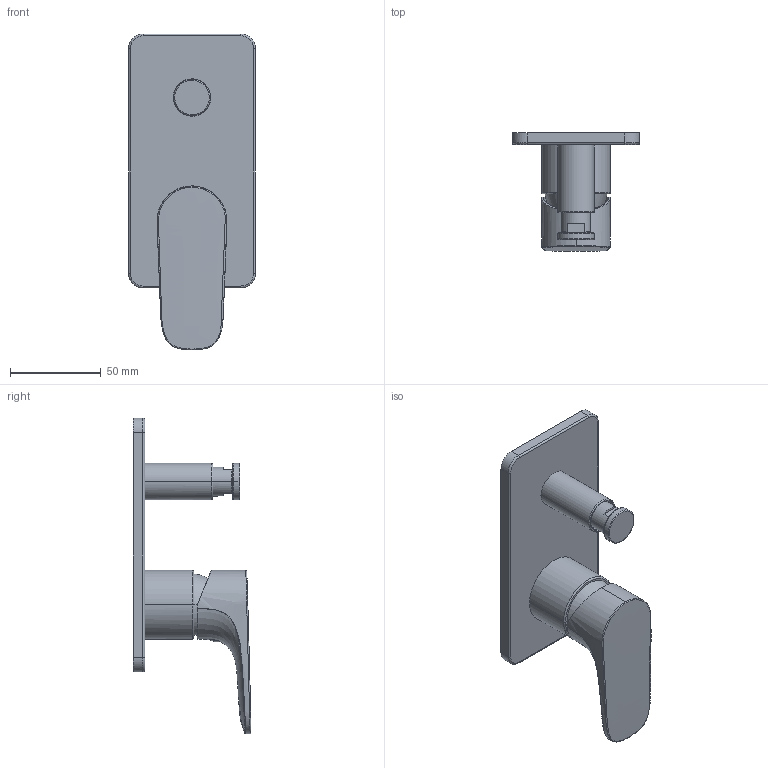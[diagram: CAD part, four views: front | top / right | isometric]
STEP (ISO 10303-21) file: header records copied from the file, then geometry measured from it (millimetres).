
FILE_DESCRIPTION(/* description */ (''),/* implementation_level */ '2;1');
FILE_NAME(/* name */ 'STEP - 155232603.2_9512459',/* time_stamp */ '2024-07-18T10:52:17+10:00',/* author */ (''),/* organization */ (''),/* preprocessor_version */ 'ST-DEVELOPER v16.5',/* originating_system */ 'Rhino 7.23',/* authorisation */ '');
FILE_SCHEMA (('AUTOMOTIVE_DESIGN'));
Length unit declared in the file: millimetre
Products named in the file (12): Document; 155212602-2_ASM; 208000280601; 2080008006015; 209010750126; 2050118016014; 20203041072678; 2050508001263; 2020107102262; 206094520126; 2060281801261; 206024950126
Assembly tree (11 placements, depth 3):
  Document
    155212602-2_ASM
      208000280601
      2080008006015
      209010750126
      2050118016014
      20203041072678
      2050508001263
      2020107102262
      206094520126
      2060281801261
      206024950126
Bounding box: 70 x 65.07 x 174.24 mm (x, y, z)
Volume: 44361.6 mm3; surface area: 56101.7 mm2
Topology: 10 solids, 10 shells, 582 faces, 1442 edges, 898 vertices
Faces by surface type: plane 279, bspline 205, cylinder 98
Entity records: 37584 total; most frequent: CARTESIAN_POINT 27948, ORIENTED_EDGE 2876, EDGE_CURVE 1438, B_SPLINE_CURVE_WITH_KNOTS 1077, VERTEX_POINT 898, EDGE_LOOP 622, ADVANCED_FACE 582, FACE_OUTER_BOUND 582
